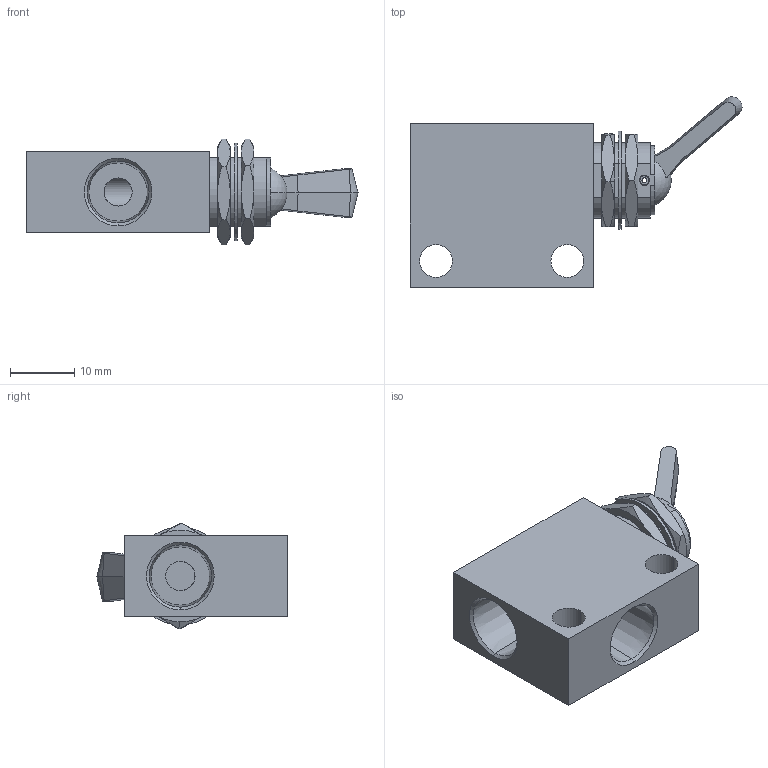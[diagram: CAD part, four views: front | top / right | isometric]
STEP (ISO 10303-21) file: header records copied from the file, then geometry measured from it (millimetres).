
FILE_DESCRIPTION (( 'STEP AP214' ), '1' );
FILE_NAME ('GVS-3C1F-TD.step', '2018-10-25T18:26:16', ( '' ), ( '' ), 'SwSTEP 2.0', 'SolidWorks 2018', '' );
FILE_SCHEMA (( 'AUTOMOTIVE_DESIGN' ));
Length unit declared in the file: inch
Products named in the file (1): GVS-3C1F-TD
Bounding box: 51.73 x 29.64 x 16.51 mm (x, y, z)
Volume: 7952 mm3; surface area: 6022.9 mm2
Topology: 6 solids, 6 shells, 235 faces, 615 edges, 391 vertices
Faces by surface type: plane 96, cylinder 83, cone 52, sphere 2, bspline 2
Entity records: 10923 total; most frequent: CARTESIAN_POINT 1913, DIRECTION 1237, ORIENTED_EDGE 1222, EDGE_CURVE 611, AXIS2_PLACEMENT_3D 461, VERTEX_POINT 389, LINE 315, VECTOR 315
